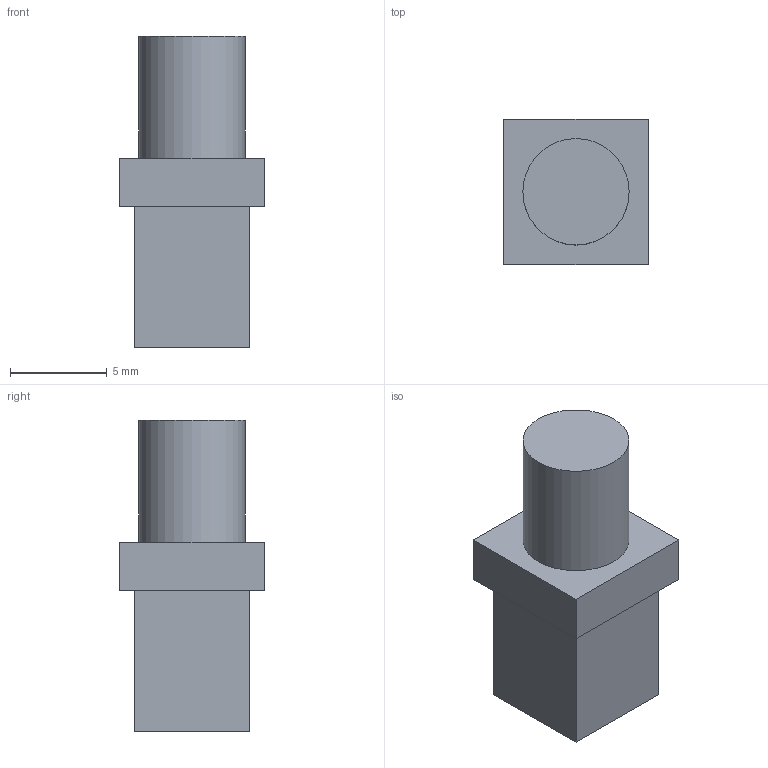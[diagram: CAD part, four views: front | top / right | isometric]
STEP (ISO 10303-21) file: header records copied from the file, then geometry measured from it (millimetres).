
FILE_DESCRIPTION(('FreeCAD Model'),'2;1');
FILE_NAME('Open CASCADE Shape Model','2023-11-03T20:19:26',(''),(''), 'Open CASCADE STEP processor 7.6','FreeCAD','Unknown');
FILE_SCHEMA(('AUTOMOTIVE_DESIGN { 1 0 10303 214 1 1 1 1 }'));
Length unit declared in the file: millimetre
Products named in the file (3): Part; Body; Body001
Assembly tree (2 placements, depth 2):
  Part
    Body
    Body001
Bounding box: 7.5 x 7.5 x 16.1 mm (x, y, z)
Volume: 553.1 mm3; surface area: 543.6 mm2
Topology: 2 solids, 2 shells, 14 faces, 27 edges, 18 vertices
Faces by surface type: plane 13, cylinder 1
Full cylindrical faces by diameter (mm): 5.5 x1
Entity records: 773 total; most frequent: DIRECTION 117, CARTESIAN_POINT 116, LINE 77, VECTOR 77, ORIENTED_EDGE 54, PCURVE 54, DEFINITIONAL_REPRESENTATION 54, EDGE_CURVE 27
